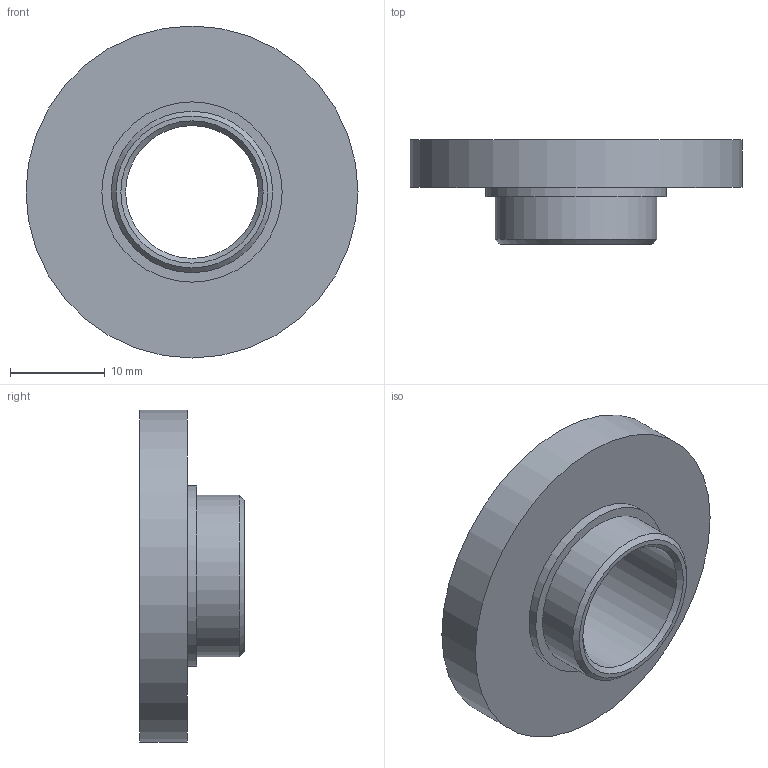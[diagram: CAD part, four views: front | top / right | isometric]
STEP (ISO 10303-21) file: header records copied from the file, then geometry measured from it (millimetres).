
FILE_DESCRIPTION(/* description */ (''),/* implementation_level */ '2;1');
FILE_NAME(/* name */ 'dm-idler_v0.1.0.step',/* time_stamp */ '2025-09-20T16:45:20+02:00',/* author */ (''),/* organization */ (''),/* preprocessor_version */ 'ST-DEVELOPER v20.1',/* originating_system */ 'Autodesk Translation Framework v14.10.0.0',/* authorisation */ '');
FILE_SCHEMA (('AUTOMOTIVE_DESIGN { 1 0 10303 214 3 1 1 }'));
Length unit declared in the file: millimetre
Products named in the file (1): Lager Extension
Bounding box: 35 x 11 x 35 mm (x, y, z)
Volume: 4191 mm3; surface area: 3264.8 mm2
Topology: 1 solids, 1 shells, 22 faces, 34 edges, 22 vertices
Faces by surface type: cylinder 10, plane 10, cone 2
Full cylindrical faces by diameter (mm): 4.2 x6, 14 x1, 17 x1, 19 x1, 35 x1
Entity records: 541 total; most frequent: DIRECTION 102, CARTESIAN_POINT 79, ORIENTED_EDGE 68, AXIS2_PLACEMENT_3D 45, EDGE_CURVE 34, EDGE_LOOP 32, FACE_OUTER_BOUND 22, CIRCLE 22
